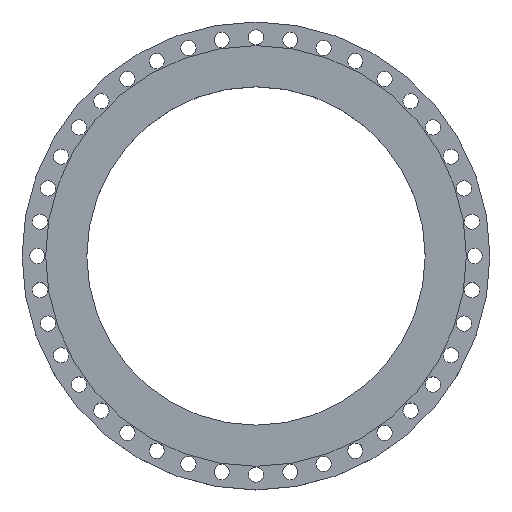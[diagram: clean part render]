
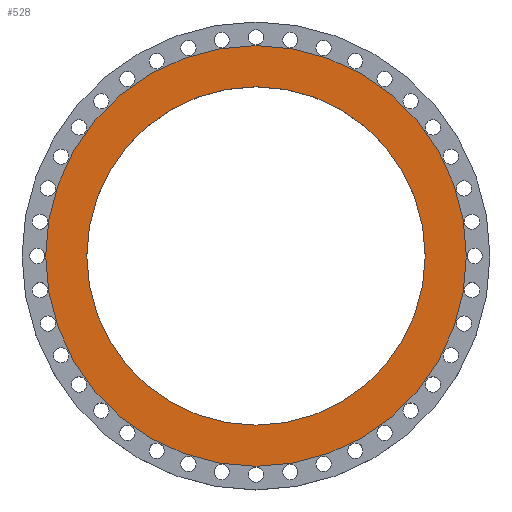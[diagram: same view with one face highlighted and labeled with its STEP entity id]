
A CAD part, top view. The second image highlights one B-rep face of the part: STEP entity #528.
In plain terms, the highlighted planar face has unit normal (0, 0, 1).
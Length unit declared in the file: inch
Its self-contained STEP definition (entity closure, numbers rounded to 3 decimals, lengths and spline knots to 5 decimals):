
#83 = DIRECTION ( 'NONE',  ( 1., 0., 0. ) ) ;
#139 = DIRECTION ( 'NONE',  ( 0., 0., 1. ) ) ;
#161 = ORIENTED_EDGE ( 'NONE', *, *, #842, .T. ) ;
#261 = EDGE_CURVE ( 'NONE', #3260, #3073, #675, .T. ) ;
#334 = DIRECTION ( 'NONE',  ( 0., 0., 1. ) ) ;
#376 = CIRCLE ( 'NONE', #791, 23.5 ) ;
#494 = ORIENTED_EDGE ( 'NONE', *, *, #1448, .F. ) ;
#516 = EDGE_CURVE ( 'NONE', #1308, #2160, #376, .T. ) ;
#528 = ADVANCED_FACE ( 'NONE', ( #1492, #947 ), #1180, .F. ) ;
#675 = CIRCLE ( 'NONE', #3169, 29.21875 ) ;
#710 = CARTESIAN_POINT ( 'NONE',  ( 0., 0., 0. ) ) ;
#791 = AXIS2_PLACEMENT_3D ( 'NONE', #710, #3373, #83 ) ;
#842 = EDGE_CURVE ( 'NONE', #3073, #3260, #1276, .T. ) ;
#947 = FACE_OUTER_BOUND ( 'NONE', #2168, .T. ) ;
#1142 = EDGE_LOOP ( 'NONE', ( #494, #1494 ) ) ;
#1180 = PLANE ( 'NONE',  #2147 ) ;
#1230 = DIRECTION ( 'NONE',  ( 0., 0., -1. ) ) ;
#1276 = CIRCLE ( 'NONE', #1389, 29.21875 ) ;
#1308 = VERTEX_POINT ( 'NONE', #1959 ) ;
#1389 = AXIS2_PLACEMENT_3D ( 'NONE', #2252, #334, #1942 ) ;
#1396 = AXIS2_PLACEMENT_3D ( 'NONE', #1727, #139, #2810 ) ;
#1448 = EDGE_CURVE ( 'NONE', #2160, #1308, #3327, .T. ) ;
#1492 = FACE_BOUND ( 'NONE', #1142, .T. ) ;
#1494 = ORIENTED_EDGE ( 'NONE', *, *, #516, .F. ) ;
#1727 = CARTESIAN_POINT ( 'NONE',  ( 0., 0., 0. ) ) ;
#1942 = DIRECTION ( 'NONE',  ( 1., 0., 0. ) ) ;
#1959 = CARTESIAN_POINT ( 'NONE',  ( -23.5, 0., 0. ) ) ;
#1985 = DIRECTION ( 'NONE',  ( -1., 0., 0. ) ) ;
#2119 = CARTESIAN_POINT ( 'NONE',  ( 29.21875, 0., 0. ) ) ;
#2147 = AXIS2_PLACEMENT_3D ( 'NONE', #2264, #1230, #1985 ) ;
#2160 = VERTEX_POINT ( 'NONE', #2563 ) ;
#2168 = EDGE_LOOP ( 'NONE', ( #2336, #161 ) ) ;
#2252 = CARTESIAN_POINT ( 'NONE',  ( 0., 0., 0. ) ) ;
#2264 = CARTESIAN_POINT ( 'NONE',  ( 0., 23.5, 0. ) ) ;
#2336 = ORIENTED_EDGE ( 'NONE', *, *, #261, .T. ) ;
#2563 = CARTESIAN_POINT ( 'NONE',  ( 23.5, 0., 0. ) ) ;
#2597 = DIRECTION ( 'NONE',  ( 1., 0., 0. ) ) ;
#2785 = CARTESIAN_POINT ( 'NONE',  ( -29.21875, 0., 0. ) ) ;
#2810 = DIRECTION ( 'NONE',  ( 1., 0., 0. ) ) ;
#3073 = VERTEX_POINT ( 'NONE', #2785 ) ;
#3157 = DIRECTION ( 'NONE',  ( 0., 0., 1. ) ) ;
#3169 = AXIS2_PLACEMENT_3D ( 'NONE', #3423, #3157, #2597 ) ;
#3260 = VERTEX_POINT ( 'NONE', #2119 ) ;
#3327 = CIRCLE ( 'NONE', #1396, 23.5 ) ;
#3373 = DIRECTION ( 'NONE',  ( 0., 0., 1. ) ) ;
#3423 = CARTESIAN_POINT ( 'NONE',  ( 0., 0., 0. ) ) ;
